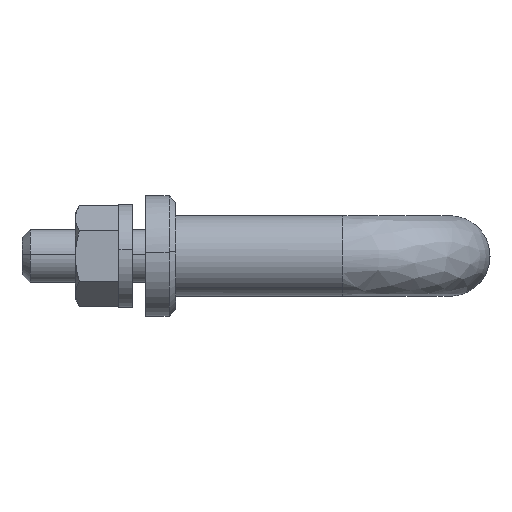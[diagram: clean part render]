
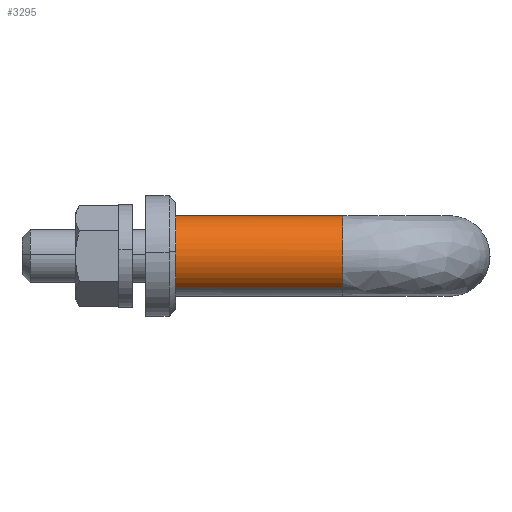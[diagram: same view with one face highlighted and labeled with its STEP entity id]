
A CAD part, left-side view. The second image highlights one B-rep face of the part: STEP entity #3295.
In plain terms, the highlighted free-form (B-spline) face has degree [2, 1] with [7, 2] control points.
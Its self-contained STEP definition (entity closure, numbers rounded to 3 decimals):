
#3178=CARTESIAN_POINT('',(3.801,0.7,4.643));
#3179=CARTESIAN_POINT('',(3.768,0.7,4.669));
#3180=CARTESIAN_POINT('',(-0.961,0.7,8.431));
#3181=CARTESIAN_POINT('',(-4.696,0.7,3.735));
#3182=CARTESIAN_POINT('',(-8.431,0.7,-0.961));
#3183=CARTESIAN_POINT('',(-3.702,0.7,-4.722));
#3184=CARTESIAN_POINT('',(-3.669,0.7,-4.748));
#3185=CARTESIAN_POINT('',(3.801,-28.718,4.643));
#3186=CARTESIAN_POINT('',(3.768,-28.718,4.669));
#3187=CARTESIAN_POINT('',(-0.961,-28.718,8.431));
#3188=CARTESIAN_POINT('',(-4.696,-28.718,3.735));
#3189=CARTESIAN_POINT('',(-8.431,-28.718,-0.961));
#3190=CARTESIAN_POINT('',(-3.702,-28.718,-4.722));
#3191=CARTESIAN_POINT('',(-3.669,-28.718,-4.748));
#3199=(BOUNDED_SURFACE()B_SPLINE_SURFACE(2,1,((#3178,#3185),(#3179,#3186),(#3180,#3187),(#3181,#3188),(#3182,#3189),(#3183,#3190),(#3184,#3191)),.UNSPECIFIED.,.F.,.F.,.U.)B_SPLINE_SURFACE_WITH_KNOTS((3,1,2,1,3),(2,2),(0.0,0.099,10.041,19.982,20.081),(0.0,29.418),.UNSPECIFIED.)GEOMETRIC_REPRESENTATION_ITEM()RATIONAL_B_SPLINE_SURFACE(((1.006,1.006),(1.003,1.003),(0.707,0.707),(1.0,1.0),(0.707,0.707),(1.003,1.003),(1.006,1.006)))REPRESENTATION_ITEM('')SURFACE());
#3200=CARTESIAN_POINT('',(-0.075,-28.,6.));
#3201=VERTEX_POINT('',#3200);
#3202=CARTESIAN_POINT('',(3.735,-28.0,4.696));
#3203=VERTEX_POINT('',#3202);
#3204=CARTESIAN_POINT('',(-0.075,-28.,6.));
#3205=CARTESIAN_POINT('',(-0.038,-28.,6.));
#3206=CARTESIAN_POINT('',(0.,-28.0,6.0));
#3207=CARTESIAN_POINT('',(2.095,-28.0,6.));
#3208=CARTESIAN_POINT('',(3.735,-28.,4.696));
#3216=(BOUNDED_CURVE()B_SPLINE_CURVE(2,(#3204,#3205,#3206,#3207,#3208),.UNSPECIFIED.,.F.,.U.)B_SPLINE_CURVE_WITH_KNOTS((3,2,3),(0.748,0.75,0.858),.UNSPECIFIED.)CURVE()GEOMETRIC_REPRESENTATION_ITEM()RATIONAL_B_SPLINE_CURVE((0.995,0.997,1.0,0.874,0.856))REPRESENTATION_ITEM(''));
#3217=EDGE_CURVE('',#3201,#3203,#3216,.T.);
#3218=ORIENTED_EDGE('',*,*,#3217,.T.);
#3219=CARTESIAN_POINT('',(3.735,0.,4.696));
#3220=VERTEX_POINT('',#3219);
#3221=CARTESIAN_POINT('',(3.735,0.,4.696));
#3222=CARTESIAN_POINT('',(3.735,-28.0,4.696));
#3223=QUASI_UNIFORM_CURVE('',1,(#3221,#3222),.UNSPECIFIED.,.F.,.U.);
#3224=EDGE_CURVE('',#3220,#3203,#3223,.T.);
#3225=ORIENTED_EDGE('',*,*,#3224,.F.);
#3226=CARTESIAN_POINT('',(-6.0,0.0,0.0));
#3227=VERTEX_POINT('',#3226);
#3228=CARTESIAN_POINT('',(-6.0,0.0,0.0));
#3229=CARTESIAN_POINT('',(-6.0,0.0,6.0));
#3230=CARTESIAN_POINT('',(0.0,0.0,6.0));
#3231=CARTESIAN_POINT('',(2.095,0.0,6.0));
#3232=CARTESIAN_POINT('',(3.735,0.,4.696));
#3240=(BOUNDED_CURVE()B_SPLINE_CURVE(2,(#3228,#3229,#3230,#3231,#3232),.UNSPECIFIED.,.F.,.U.)B_SPLINE_CURVE_WITH_KNOTS((3,2,3),(0.5,0.75,0.858),.UNSPECIFIED.)CURVE()GEOMETRIC_REPRESENTATION_ITEM()RATIONAL_B_SPLINE_CURVE((1.0,0.707,1.0,0.874,0.856))REPRESENTATION_ITEM(''));
#3241=EDGE_CURVE('',#3227,#3220,#3240,.T.);
#3242=ORIENTED_EDGE('',*,*,#3241,.F.);
#3243=CARTESIAN_POINT('',(-3.735,0.,-4.696));
#3244=VERTEX_POINT('',#3243);
#3245=CARTESIAN_POINT('',(-3.735,0.,-4.696));
#3246=CARTESIAN_POINT('',(-6.,0.0,-2.894));
#3247=CARTESIAN_POINT('',(-6.0,0.0,0.0));
#3255=(BOUNDED_CURVE()B_SPLINE_CURVE(2,(#3245,#3246,#3247),.UNSPECIFIED.,.F.,.U.)B_SPLINE_CURVE_WITH_KNOTS((3,3),(0.358,0.5),.UNSPECIFIED.)CURVE()GEOMETRIC_REPRESENTATION_ITEM()RATIONAL_B_SPLINE_CURVE((0.856,0.833,1.0))REPRESENTATION_ITEM(''));
#3256=EDGE_CURVE('',#3244,#3227,#3255,.T.);
#3257=ORIENTED_EDGE('',*,*,#3256,.F.);
#3258=CARTESIAN_POINT('',(-3.735,-28.0,-4.696));
#3259=VERTEX_POINT('',#3258);
#3260=CARTESIAN_POINT('',(-3.735,0.,-4.696));
#3261=CARTESIAN_POINT('',(-3.735,-28.0,-4.696));
#3262=QUASI_UNIFORM_CURVE('',1,(#3260,#3261),.UNSPECIFIED.,.F.,.U.);
#3263=EDGE_CURVE('',#3244,#3259,#3262,.T.);
#3264=ORIENTED_EDGE('',*,*,#3263,.T.);
#3265=CARTESIAN_POINT('',(-6.,-28.0,0.0));
#3266=VERTEX_POINT('',#3265);
#3267=CARTESIAN_POINT('',(-3.735,-28.,-4.696));
#3268=CARTESIAN_POINT('',(-6.,-28.,-2.894));
#3269=CARTESIAN_POINT('',(-6.,-28.0,0.0));
#3277=(BOUNDED_CURVE()B_SPLINE_CURVE(2,(#3267,#3268,#3269),.UNSPECIFIED.,.F.,.U.)B_SPLINE_CURVE_WITH_KNOTS((3,3),(0.358,0.5),.UNSPECIFIED.)CURVE()GEOMETRIC_REPRESENTATION_ITEM()RATIONAL_B_SPLINE_CURVE((0.856,0.833,1.0))REPRESENTATION_ITEM(''));
#3278=EDGE_CURVE('',#3259,#3266,#3277,.T.);
#3279=ORIENTED_EDGE('',*,*,#3278,.T.);
#3280=CARTESIAN_POINT('',(-6.,-28.0,0.0));
#3281=CARTESIAN_POINT('',(-6.,-28.0,5.925));
#3282=CARTESIAN_POINT('',(-0.075,-28.,6.));
#3290=(BOUNDED_CURVE()B_SPLINE_CURVE(2,(#3280,#3281,#3282),.UNSPECIFIED.,.F.,.U.)B_SPLINE_CURVE_WITH_KNOTS((3,3),(0.5,0.748),.UNSPECIFIED.)CURVE()GEOMETRIC_REPRESENTATION_ITEM()RATIONAL_B_SPLINE_CURVE((1.0,0.71,0.995))REPRESENTATION_ITEM(''));
#3291=EDGE_CURVE('',#3266,#3201,#3290,.T.);
#3292=ORIENTED_EDGE('',*,*,#3291,.T.);
#3293=EDGE_LOOP('',(#3218,#3225,#3242,#3257,#3264,#3279,#3292));
#3294=FACE_OUTER_BOUND('',#3293,.T.);
#3295=ADVANCED_FACE('',(#3294),#3199,.T.);
